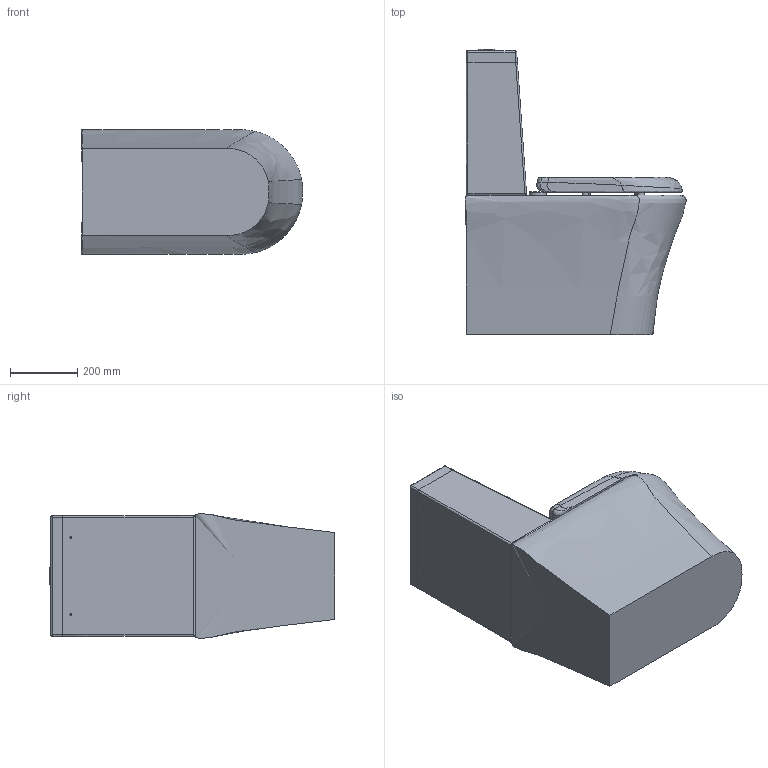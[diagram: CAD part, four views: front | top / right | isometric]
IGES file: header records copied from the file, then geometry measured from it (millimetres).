
Global section: file name: 3542; native system: AutoCAD 2016 - English; preprocessor: Autodesk Translation Framework DWG producer (atf_dwg_producer); organization: unknown; date: 20170508.103037; units: millimetre
Bounding box: 658.81 x 849 x 370.64 mm (x, y, z)
Volume: 87784288 mm3; surface area: 2574823.2 mm2
Topology: 8 solids, 8 shells, 165 faces, 429 edges, 293 vertices
Faces by surface type: bspline 165
